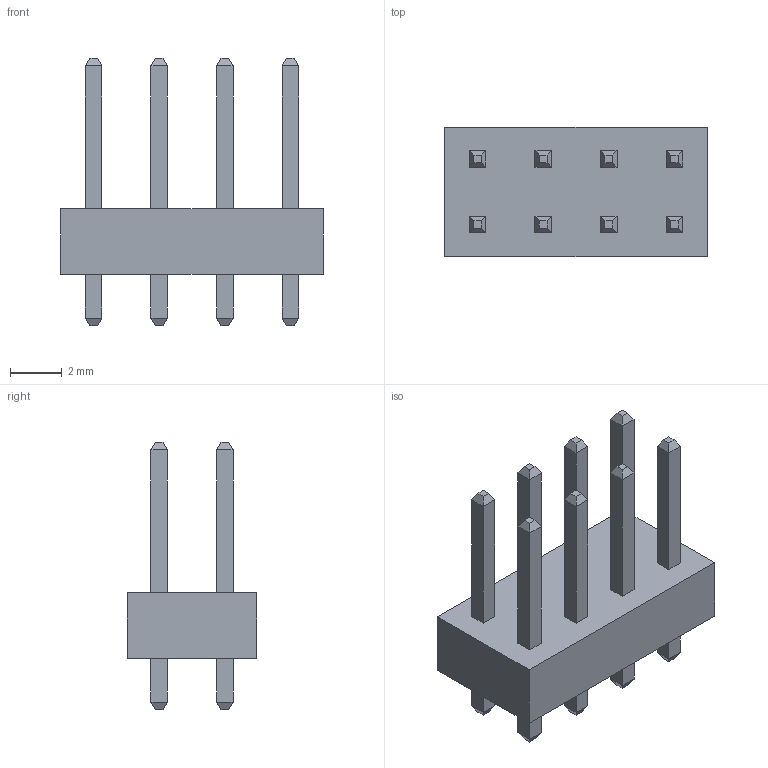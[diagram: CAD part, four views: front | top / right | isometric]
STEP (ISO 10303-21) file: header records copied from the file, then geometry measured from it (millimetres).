
FILE_DESCRIPTION (( 'STEP AP214' ), '1' );
FILE_NAME ('HDRV8W64P254_4X2_1016X502H838.STEP', '2023-11-26T09:57:53', ( '' ), ( '' ), 'SwSTEP 2.0', 'SolidWorks 2023', '' );
FILE_SCHEMA (( 'AUTOMOTIVE_DESIGN' ));
Length unit declared in the file: millimetre
Products named in the file (1): HDRV8W64P254_4X2_1016X502H838
Bounding box: 10.16 x 5.02 x 10.38 mm (x, y, z)
Volume: 154.4 mm3; surface area: 345.7 mm2
Topology: 17 solids, 17 shells, 166 faces, 332 edges, 200 vertices
Faces by surface type: plane 166
Entity records: 6181 total; most frequent: CARTESIAN_POINT 891, ORIENTED_EDGE 664, DIRECTION 602, EDGE_CURVE 332, VECTOR 268, LINE 268, VERTEX_POINT 200, UNCERTAINTY_MEASURE_WITH_UNIT 184
